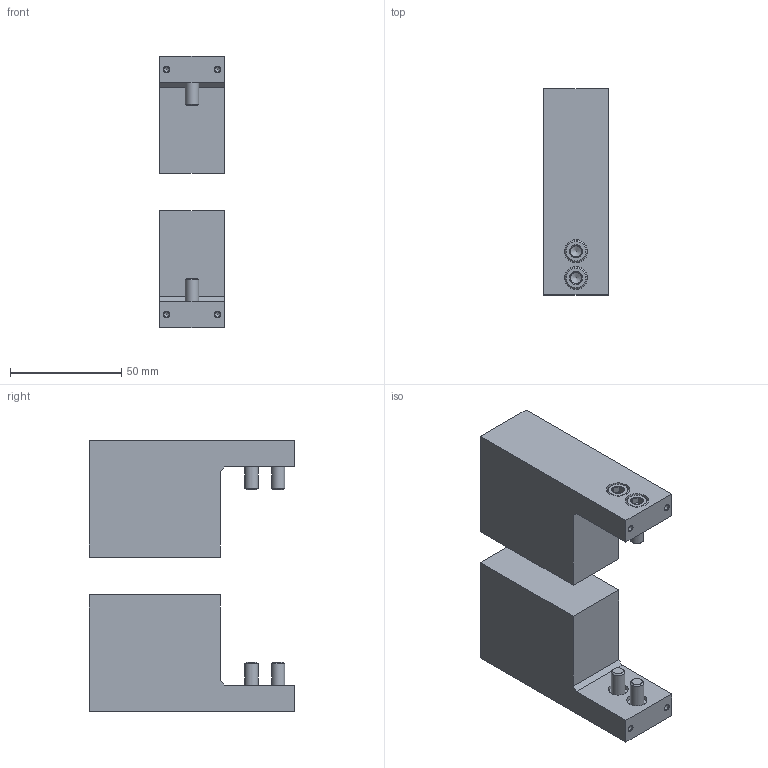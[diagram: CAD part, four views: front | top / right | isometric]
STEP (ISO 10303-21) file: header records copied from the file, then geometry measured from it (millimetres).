
FILE_DESCRIPTION(/* description */ ('STEP AP214'),/* implementation_level */ '2;1');
FILE_NAME(/* name */ '1180950_BUB-HGPD-35',/* time_stamp */ '2024-08-05T15:27:44+02:00',/* author */ ('License CC BY-ND 4.0'),/* organization */ ('CADENAS'),/* preprocessor_version */ 'ST-DEVELOPER v19.3',/* originating_system */ 'PARTsolutions',/* authorisation */ ' ');
FILE_SCHEMA (('AUTOMOTIVE_DESIGN {1 0 10303 214 3 1 1}'));
Length unit declared in the file: millimetre
Products named in the file (3): 1180950 BUB-HGPD-35; 1180950 BUB-HGPD-35---(P); DIN-912 - M6x16(F)
Assembly tree (6 placements, depth 2):
  1180950 BUB-HGPD-35
    1180950 BUB-HGPD-35---(P)  x2
    DIN-912 - M6x16(F)  x4
Bounding box: 29 x 92.5 x 122 mm (x, y, z)
Volume: 203227.9 mm3; surface area: 34708.3 mm2
Topology: 6 solids, 6 shells, 162 faces, 318 edges, 180 vertices
Faces by surface type: plane 86, cone 52, cylinder 24
Full cylindrical faces by diameter (mm): 2.459 x4, 6 x4, 6.4 x4, 9 x4, 10 x4, 10.4 x4
Entity records: 1359 total; most frequent: DIRECTION 235, CARTESIAN_POINT 228, ORIENTED_EDGE 166, AXIS2_PLACEMENT_3D 98, FACE_BOUND 84, EDGE_CURVE 83, EDGE_LOOP 81, VERTEX_POINT 61
